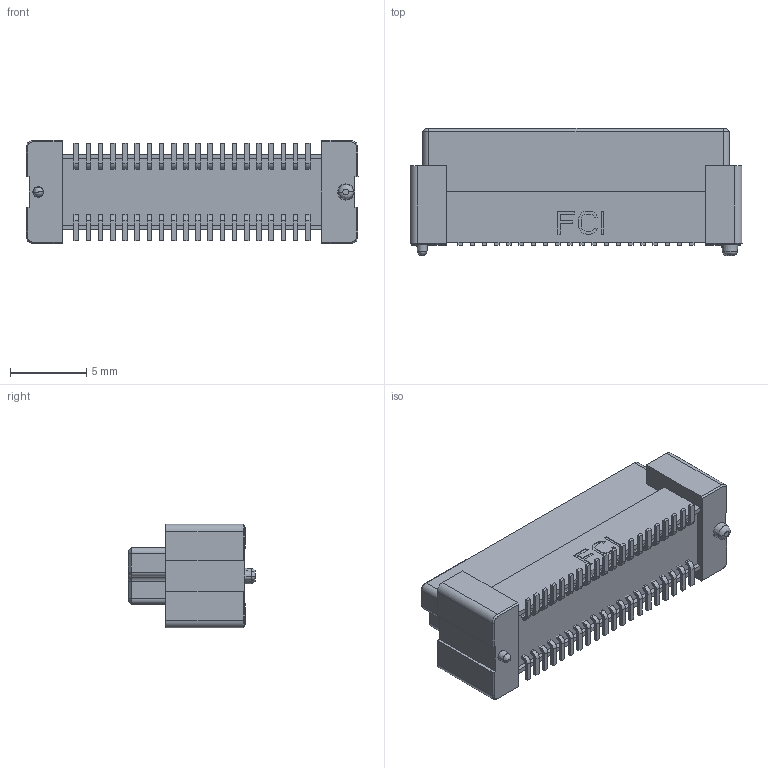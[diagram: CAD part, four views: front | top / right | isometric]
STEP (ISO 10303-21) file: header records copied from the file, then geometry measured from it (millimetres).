
FILE_DESCRIPTION((''),'2;1');
FILE_NAME('61082_R2_ASM_1_ASM_ASM','2013-05-21T',('sungm'),('FCI - ELX Division'),'PRO/ENGINEER BY PARAMETRIC TECHNOLOGY CORPORATION, 2012070','PRO/ENGINEER BY PARAMETRIC TECHNOLOGY CORPORATION, 2012070','');
FILE_SCHEMA(('CONFIG_CONTROL_DESIGN'));
Length unit declared in the file: millimetre
Products named in the file (6): 10081209-04200_1; MANIFOLD_SOLID_BREP_58831; 10081210-002_1_ASM_ASM; 10081210_STRIP_002_BENT_AF0_1; 10081210_RE_TERMINAL_ASM_1_ASM_ASM; 61082_R2_ASM_1_ASM_ASM
Assembly tree (44 placements, depth 4):
  61082_R2_ASM_1_ASM_ASM
    10081209-04200_1
    10081210_RE_TERMINAL_ASM_1_ASM_ASM  x40
      10081210-002_1_ASM_ASM
        MANIFOLD_SOLID_BREP_58831
      10081210_STRIP_002_BENT_AF0_1
Bounding box: 21.8 x 8.35 x 6.8 mm (x, y, z)
Volume: 663.9 mm3; surface area: 871.1 mm2
Topology: 81 solids, 81 shells, 1365 faces, 3557 edges, 2362 vertices
Faces by surface type: plane 771, cylinder 374, bspline 164, extrusion 40, cone 16
Entity records: 7024 total; most frequent: CARTESIAN_POINT 1805, ORIENTED_EDGE 1030, DIRECTION 1028, EDGE_CURVE 515, VECTOR 426, LINE 425, VERTEX_POINT 334, AXIS2_PLACEMENT_3D 301
